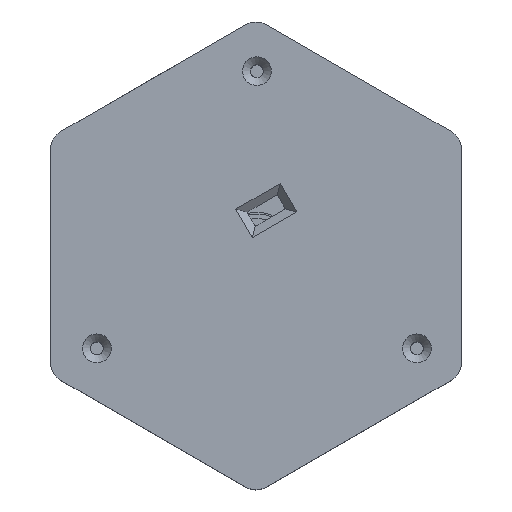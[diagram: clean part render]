
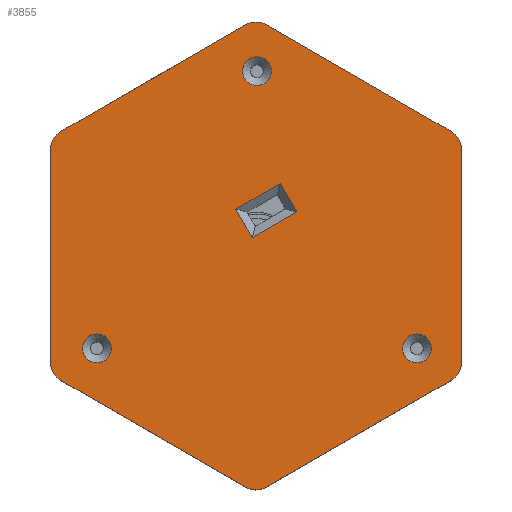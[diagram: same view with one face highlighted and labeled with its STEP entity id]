
A CAD part, top view. The second image highlights one B-rep face of the part: STEP entity #3855.
In plain terms, the highlighted planar face has unit normal (0, 0, 1).
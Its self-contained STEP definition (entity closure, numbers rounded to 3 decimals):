
#140=FACE_BOUND('',#547,.T.);
#141=FACE_BOUND('',#548,.T.);
#142=FACE_BOUND('',#549,.T.);
#143=FACE_BOUND('',#550,.T.);
#176=PLANE('',#4139);
#311=FACE_OUTER_BOUND('',#546,.T.);
#546=EDGE_LOOP('',(#2854,#2855,#2856,#2857,#2858,#2859,#2860,#2861,#2862,
#2863,#2864,#2865));
#547=EDGE_LOOP('',(#2866));
#548=EDGE_LOOP('',(#2867));
#549=EDGE_LOOP('',(#2868));
#550=EDGE_LOOP('',(#2869,#2870,#2871,#2872));
#842=LINE('',#5987,#1206);
#848=LINE('',#6000,#1212);
#855=LINE('',#6014,#1219);
#856=LINE('',#6018,#1220);
#857=LINE('',#6022,#1221);
#858=LINE('',#6026,#1222);
#859=LINE('',#6030,#1223);
#860=LINE('',#6032,#1224);
#861=LINE('',#6034,#1225);
#862=LINE('',#6035,#1226);
#1206=VECTOR('',#4725,10.);
#1212=VECTOR('',#4739,10.);
#1219=VECTOR('',#4756,10.);
#1220=VECTOR('',#4759,10.);
#1221=VECTOR('',#4762,10.);
#1222=VECTOR('',#4765,10.);
#1223=VECTOR('',#4768,10.);
#1224=VECTOR('',#4769,10.);
#1225=VECTOR('',#4770,10.);
#1226=VECTOR('',#4771,10.);
#1488=CIRCLE('',#4055,3.5);
#1490=CIRCLE('',#4058,3.5);
#1492=CIRCLE('',#4061,3.5);
#1538=CIRCLE('',#4129,5.);
#1539=CIRCLE('',#4132,5.);
#1540=CIRCLE('',#4140,5.);
#1541=CIRCLE('',#4141,5.);
#1542=CIRCLE('',#4142,5.);
#1543=CIRCLE('',#4143,5.);
#1687=VERTEX_POINT('',#5721);
#1689=VERTEX_POINT('',#5727);
#1691=VERTEX_POINT('',#5733);
#1792=VERTEX_POINT('',#5980);
#1793=VERTEX_POINT('',#5982);
#1794=VERTEX_POINT('',#5986);
#1795=VERTEX_POINT('',#5990);
#1796=VERTEX_POINT('',#5992);
#1799=VERTEX_POINT('',#6013);
#1800=VERTEX_POINT('',#6015);
#1801=VERTEX_POINT('',#6017);
#1802=VERTEX_POINT('',#6019);
#1803=VERTEX_POINT('',#6021);
#1804=VERTEX_POINT('',#6023);
#1805=VERTEX_POINT('',#6025);
#1806=VERTEX_POINT('',#6028);
#1807=VERTEX_POINT('',#6029);
#1808=VERTEX_POINT('',#6031);
#1809=VERTEX_POINT('',#6033);
#2061=EDGE_CURVE('',#1687,#1687,#1488,.T.);
#2064=EDGE_CURVE('',#1689,#1689,#1490,.T.);
#2067=EDGE_CURVE('',#1691,#1691,#1492,.T.);
#2192=EDGE_CURVE('',#1793,#1792,#1538,.T.);
#2194=EDGE_CURVE('',#1794,#1793,#842,.T.);
#2197=EDGE_CURVE('',#1796,#1795,#1539,.T.);
#2201=EDGE_CURVE('',#1792,#1796,#848,.T.);
#2208=EDGE_CURVE('',#1795,#1799,#855,.T.);
#2209=EDGE_CURVE('',#1799,#1800,#1540,.T.);
#2210=EDGE_CURVE('',#1800,#1801,#856,.T.);
#2211=EDGE_CURVE('',#1801,#1802,#1541,.T.);
#2212=EDGE_CURVE('',#1802,#1803,#857,.T.);
#2213=EDGE_CURVE('',#1803,#1804,#1542,.T.);
#2214=EDGE_CURVE('',#1804,#1805,#858,.T.);
#2215=EDGE_CURVE('',#1805,#1794,#1543,.T.);
#2216=EDGE_CURVE('',#1806,#1807,#859,.T.);
#2217=EDGE_CURVE('',#1808,#1806,#860,.T.);
#2218=EDGE_CURVE('',#1809,#1808,#861,.T.);
#2219=EDGE_CURVE('',#1807,#1809,#862,.T.);
#2854=ORIENTED_EDGE('',*,*,#2201,.T.);
#2855=ORIENTED_EDGE('',*,*,#2197,.T.);
#2856=ORIENTED_EDGE('',*,*,#2208,.T.);
#2857=ORIENTED_EDGE('',*,*,#2209,.T.);
#2858=ORIENTED_EDGE('',*,*,#2210,.T.);
#2859=ORIENTED_EDGE('',*,*,#2211,.T.);
#2860=ORIENTED_EDGE('',*,*,#2212,.T.);
#2861=ORIENTED_EDGE('',*,*,#2213,.T.);
#2862=ORIENTED_EDGE('',*,*,#2214,.T.);
#2863=ORIENTED_EDGE('',*,*,#2215,.T.);
#2864=ORIENTED_EDGE('',*,*,#2194,.T.);
#2865=ORIENTED_EDGE('',*,*,#2192,.T.);
#2866=ORIENTED_EDGE('',*,*,#2061,.T.);
#2867=ORIENTED_EDGE('',*,*,#2064,.T.);
#2868=ORIENTED_EDGE('',*,*,#2067,.T.);
#2869=ORIENTED_EDGE('',*,*,#2216,.F.);
#2870=ORIENTED_EDGE('',*,*,#2217,.F.);
#2871=ORIENTED_EDGE('',*,*,#2218,.F.);
#2872=ORIENTED_EDGE('',*,*,#2219,.F.);
#3855=ADVANCED_FACE('',(#311,#140,#141,#142,#143),#176,.T.);
#4055=AXIS2_PLACEMENT_3D('',#5722,#4491,#4492);
#4058=AXIS2_PLACEMENT_3D('',#5728,#4498,#4499);
#4061=AXIS2_PLACEMENT_3D('',#5734,#4505,#4506);
#4129=AXIS2_PLACEMENT_3D('',#5983,#4720,#4721);
#4132=AXIS2_PLACEMENT_3D('',#5993,#4730,#4731);
#4139=AXIS2_PLACEMENT_3D('',#6012,#4754,#4755);
#4140=AXIS2_PLACEMENT_3D('',#6016,#4757,#4758);
#4141=AXIS2_PLACEMENT_3D('',#6020,#4760,#4761);
#4142=AXIS2_PLACEMENT_3D('',#6024,#4763,#4764);
#4143=AXIS2_PLACEMENT_3D('',#6027,#4766,#4767);
#4491=DIRECTION('center_axis',(0.,0.,-1.));
#4492=DIRECTION('ref_axis',(1.,0.,0.));
#4498=DIRECTION('center_axis',(0.,0.,-1.));
#4499=DIRECTION('ref_axis',(1.,0.,0.));
#4505=DIRECTION('center_axis',(0.,0.,-1.));
#4506=DIRECTION('ref_axis',(1.,0.,0.));
#4720=DIRECTION('center_axis',(0.,0.,1.));
#4721=DIRECTION('ref_axis',(0.5,0.866,0.));
#4725=DIRECTION('',(-0.866,0.5,0.));
#4730=DIRECTION('center_axis',(0.,0.,1.));
#4731=DIRECTION('ref_axis',(-0.5,0.866,0.));
#4739=DIRECTION('',(-0.866,-0.5,0.));
#4754=DIRECTION('center_axis',(0.,0.,1.));
#4755=DIRECTION('ref_axis',(-1.,0.,0.));
#4756=DIRECTION('',(0.,-1.,0.));
#4757=DIRECTION('center_axis',(0.,0.,1.));
#4758=DIRECTION('ref_axis',(-1.,0.,0.));
#4759=DIRECTION('',(0.866,-0.5,0.));
#4760=DIRECTION('center_axis',(0.,0.,1.));
#4761=DIRECTION('ref_axis',(-0.5,-0.866,0.));
#4762=DIRECTION('',(0.866,0.5,0.));
#4763=DIRECTION('center_axis',(0.,0.,1.));
#4764=DIRECTION('ref_axis',(0.5,-0.866,0.));
#4765=DIRECTION('',(0.,1.,0.));
#4766=DIRECTION('center_axis',(0.,0.,1.));
#4767=DIRECTION('ref_axis',(1.,0.,0.));
#4768=DIRECTION('',(-0.866,-0.5,0.));
#4769=DIRECTION('',(-0.5,0.866,0.));
#4770=DIRECTION('',(0.866,0.5,0.));
#4771=DIRECTION('',(0.5,-0.866,0.));
#5721=CARTESIAN_POINT('',(-3.5,45.,80.));
#5722=CARTESIAN_POINT('Origin',(0.,45.,80.));
#5727=CARTESIAN_POINT('',(35.471,-22.5,80.));
#5728=CARTESIAN_POINT('Origin',(38.971,-22.5,80.));
#5733=CARTESIAN_POINT('',(-42.471,-22.5,80.));
#5734=CARTESIAN_POINT('Origin',(-38.971,-22.5,80.));
#5980=CARTESIAN_POINT('',(-2.72,56.301,80.));
#5982=CARTESIAN_POINT('',(2.28,56.301,80.));
#5983=CARTESIAN_POINT('Origin',(-0.22,51.971,80.));
#5986=CARTESIAN_POINT('',(47.28,30.32,80.));
#5987=CARTESIAN_POINT('',(47.28,30.32,80.));
#5990=CARTESIAN_POINT('',(-50.22,25.99,80.));
#5992=CARTESIAN_POINT('',(-47.72,30.32,80.));
#5993=CARTESIAN_POINT('Origin',(-45.22,25.99,80.));
#6000=CARTESIAN_POINT('',(-2.72,56.301,80.));
#6012=CARTESIAN_POINT('Origin',(-0.22,0.009,
80.));
#6013=CARTESIAN_POINT('',(-50.22,-25.971,80.));
#6014=CARTESIAN_POINT('',(-50.22,25.99,80.));
#6015=CARTESIAN_POINT('',(-47.72,-30.302,80.));
#6016=CARTESIAN_POINT('Origin',(-45.22,-25.971,80.));
#6017=CARTESIAN_POINT('',(-2.72,-56.282,80.));
#6018=CARTESIAN_POINT('',(-47.72,-30.302,80.));
#6019=CARTESIAN_POINT('',(2.28,-56.282,80.));
#6020=CARTESIAN_POINT('Origin',(-0.22,-51.952,80.));
#6021=CARTESIAN_POINT('',(47.28,-30.302,80.));
#6022=CARTESIAN_POINT('',(2.28,-56.282,80.));
#6023=CARTESIAN_POINT('',(49.78,-25.971,80.));
#6024=CARTESIAN_POINT('Origin',(44.78,-25.971,80.));
#6025=CARTESIAN_POINT('',(49.78,25.99,80.));
#6026=CARTESIAN_POINT('',(49.78,-25.971,80.));
#6027=CARTESIAN_POINT('Origin',(44.78,25.99,80.));
#6028=CARTESIAN_POINT('',(5.692,17.646,80.));
#6029=CARTESIAN_POINT('',(-5.133,11.396,80.));
#6030=CARTESIAN_POINT('',(-1.166,13.687,80.));
#6031=CARTESIAN_POINT('',(9.692,10.718,80.));
#6032=CARTESIAN_POINT('',(10.347,9.584,80.));
#6033=CARTESIAN_POINT('',(-1.133,4.468,80.));
#6034=CARTESIAN_POINT('',(-0.933,4.583,80.));
#6035=CARTESIAN_POINT('',(-1.579,5.24,80.));
